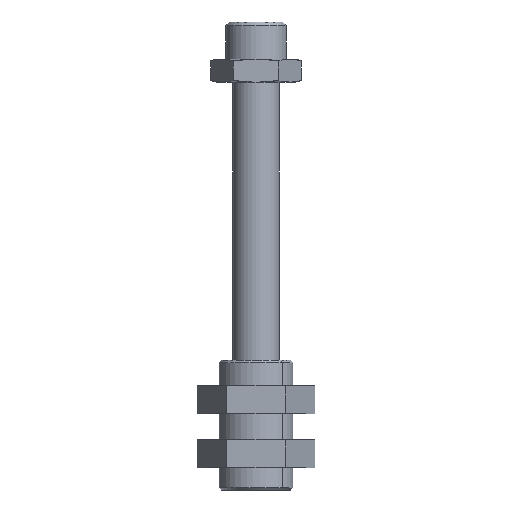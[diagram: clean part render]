
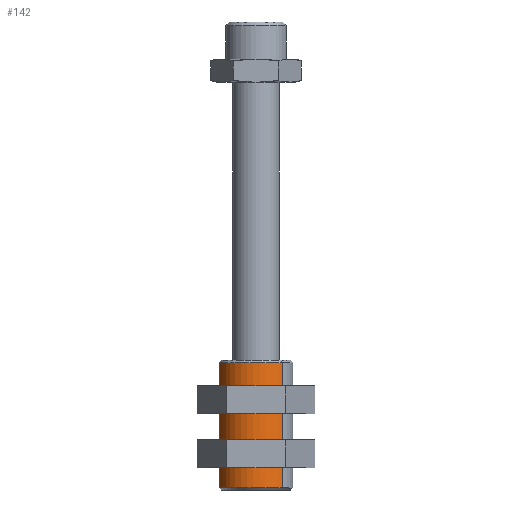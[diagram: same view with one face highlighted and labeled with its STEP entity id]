
A CAD part, front view. The second image highlights one B-rep face of the part: STEP entity #142.
In plain terms, the highlighted cylindrical face has radius 8 mm (diameter 16 mm), a partial arc.
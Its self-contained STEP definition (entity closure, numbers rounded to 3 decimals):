
#142=ADVANCED_FACE('',(#316),#317,.T.);
#316=FACE_OUTER_BOUND('',#555,.T.);
#317=CYLINDRICAL_SURFACE('',#556,8.0);
#555=EDGE_LOOP('',(#803,#804,#805,#806));
#556=AXIS2_PLACEMENT_3D('',#807,#808,#809);
#803=ORIENTED_EDGE('',*,*,#1331,.T.);
#804=ORIENTED_EDGE('',*,*,#1332,.T.);
#805=ORIENTED_EDGE('',*,*,#1328,.T.);
#806=ORIENTED_EDGE('',*,*,#1333,.F.);
#807=CARTESIAN_POINT('',(21.167,24.694,-42.));
#808=DIRECTION('',(0.,0.,-1.0));
#809=DIRECTION('',(0.715,-0.699,0.));
#1328=EDGE_CURVE('',#1693,#1691,#1694,.T.);
#1331=EDGE_CURVE('',#1697,#1698,#1699,.T.);
#1332=EDGE_CURVE('',#1698,#1693,#1700,.T.);
#1333=EDGE_CURVE('',#1697,#1691,#1701,.T.);
#1691=VERTEX_POINT('',#2297);
#1693=VERTEX_POINT('',#2300);
#1694=CIRCLE('',#2301,8.0);
#1697=VERTEX_POINT('',#2305);
#1698=VERTEX_POINT('',#2306);
#1699=CIRCLE('',#2307,8.0);
#1700=LINE('',#2308,#2309);
#1701=LINE('',#2310,#2311);
#2297=CARTESIAN_POINT('',(26.889,19.104,-69.5));
#2300=CARTESIAN_POINT('',(15.444,30.285,-69.5));
#2301=AXIS2_PLACEMENT_3D('',#3164,#3165,#3166);
#2305=CARTESIAN_POINT('',(26.889,19.104,-42.5));
#2306=CARTESIAN_POINT('',(15.444,30.285,-42.5));
#2307=AXIS2_PLACEMENT_3D('',#3168,#3169,#3170);
#2308=CARTESIAN_POINT('',(15.444,30.285,-42.));
#2309=VECTOR('',#3171,1000.0);
#2310=CARTESIAN_POINT('',(26.889,19.104,-42.));
#2311=VECTOR('',#3172,1000.0);
#3164=CARTESIAN_POINT('',(21.167,24.694,-69.5));
#3165=DIRECTION('',(0.,0.,1.0));
#3166=DIRECTION('',(-0.715,0.699,0.));
#3168=CARTESIAN_POINT('',(21.167,24.694,-42.5));
#3169=DIRECTION('',(0.,0.,-1.0));
#3170=DIRECTION('',(-0.715,0.699,0.));
#3171=DIRECTION('',(0.,0.,-1.0));
#3172=DIRECTION('',(0.,0.,-1.0));
